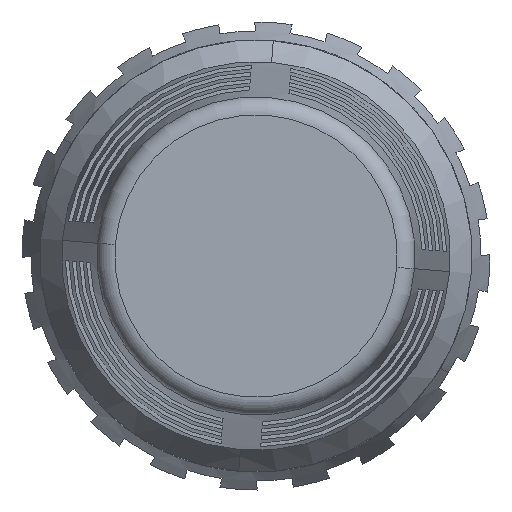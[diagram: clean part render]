
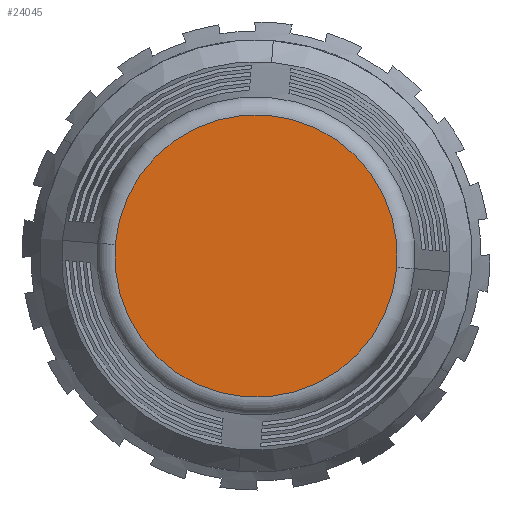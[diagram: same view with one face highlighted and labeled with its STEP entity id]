
A CAD part, front view. The second image highlights one B-rep face of the part: STEP entity #24045.
In plain terms, the highlighted planar face has unit normal (0, -1, 0).
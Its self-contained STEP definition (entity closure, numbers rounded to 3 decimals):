
#2700 = CARTESIAN_POINT ( 'NONE',  ( -25.581, -60.4, -41.727 ) ) ;
#2702 = PLANE ( 'NONE',  #6823 ) ;
#2705 = DIRECTION ( 'NONE',  ( 0., -1., 0. ) ) ;
#2706 = DIRECTION ( 'NONE',  ( 0.997, 0., -0.08 ) ) ;
#3195 = AXIS2_PLACEMENT_3D ( 'NONE', #23899, #23900, #23901 ) ;
#3801 = AXIS2_PLACEMENT_3D ( 'NONE', #21401, #21402, #21403 ) ;
#5983 = ORIENTED_EDGE ( 'NONE', *, *, #19822, .T. ) ;
#5984 = ORIENTED_EDGE ( 'NONE', *, *, #22756, .T. ) ;
#6823 = AXIS2_PLACEMENT_3D ( 'NONE', #2700, #2705, #2706 ) ;
#7860 = EDGE_LOOP ( 'NONE', ( #5984, #5983 ) ) ;
#8767 = VERTEX_POINT ( 'NONE', #13017 ) ;
#8775 = VERTEX_POINT ( 'NONE', #13033 ) ;
#13017 = CARTESIAN_POINT ( 'NONE',  ( -33.401, -60.4, -41.098 ) ) ;
#13033 = CARTESIAN_POINT ( 'NONE',  ( -17.762, -60.4, -42.356 ) ) ;
#15418 = CIRCLE ( 'NONE', #3801, 7.845 ) ;
#19822 = EDGE_CURVE ( 'NONE', #8767, #8775, #15418, .T. ) ;
#21401 = CARTESIAN_POINT ( 'NONE',  ( -25.581, -60.4, -41.727 ) ) ;
#21402 = DIRECTION ( 'NONE',  ( 0., -1., 0. ) ) ;
#21403 = DIRECTION ( 'NONE',  ( 0.997, 0., -0.08 ) ) ;
#22179 = FACE_OUTER_BOUND ( 'NONE', #7860, .T. ) ;
#22280 = CIRCLE ( 'NONE', #3195, 7.845 ) ;
#22756 = EDGE_CURVE ( 'NONE', #8775, #8767, #22280, .T. ) ;
#23899 = CARTESIAN_POINT ( 'NONE',  ( -25.581, -60.4, -41.727 ) ) ;
#23900 = DIRECTION ( 'NONE',  ( 0., -1., 0. ) ) ;
#23901 = DIRECTION ( 'NONE',  ( 0.997, 0., -0.08 ) ) ;
#24045 = ADVANCED_FACE ( 'NONE', ( #22179 ), #2702, .T. ) ;
